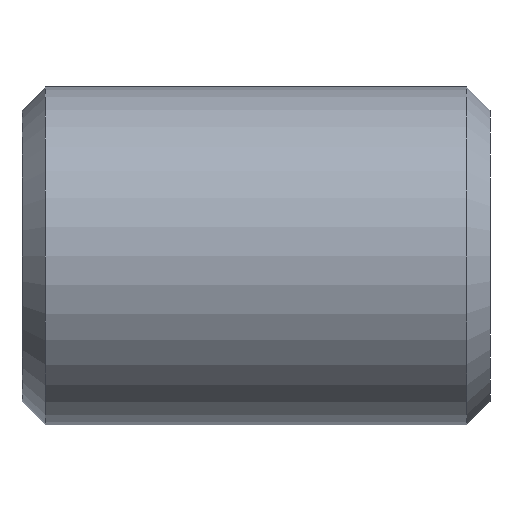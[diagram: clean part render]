
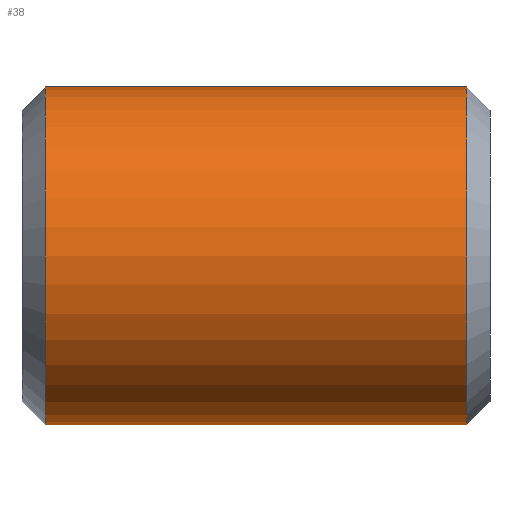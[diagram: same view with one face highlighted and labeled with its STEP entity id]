
A CAD part, front view. The second image highlights one B-rep face of the part: STEP entity #38.
In plain terms, the highlighted cylindrical face has radius 6.5 mm (diameter 13 mm), a full revolution.
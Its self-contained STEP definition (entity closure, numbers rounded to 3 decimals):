
#38 = ADVANCED_FACE( '', ( #77, #78 ), #79, .T. );
#77 = FACE_OUTER_BOUND( '', #115, .T. );
#78 = FACE_OUTER_BOUND( '', #116, .T. );
#79 = CYLINDRICAL_SURFACE( '', #117, 6.5 );
#115 = EDGE_LOOP( '', ( #153 ) );
#116 = EDGE_LOOP( '', ( #154 ) );
#117 = AXIS2_PLACEMENT_3D( '', #155, #156, #157 );
#153 = ORIENTED_EDGE( '', *, *, #186, .F. );
#154 = ORIENTED_EDGE( '', *, *, #190, .T. );
#155 = CARTESIAN_POINT( '', ( 18., 0., 0. ) );
#156 = DIRECTION( '', ( -1., 0., 0. ) );
#157 = DIRECTION( '', ( 0., 0., -1. ) );
#186 = EDGE_CURVE( '', #203, #203, #204, .T. );
#190 = EDGE_CURVE( '', #209, #209, #210, .T. );
#203 = VERTEX_POINT( '', #225 );
#204 = CIRCLE( '', #226, 6.5 );
#209 = VERTEX_POINT( '', #231 );
#210 = CIRCLE( '', #232, 6.5 );
#225 = CARTESIAN_POINT( '', ( 17.1, 0., -6.5 ) );
#226 = AXIS2_PLACEMENT_3D( '', #247, #248, #249 );
#231 = CARTESIAN_POINT( '', ( 0.9, 0., -6.5 ) );
#232 = AXIS2_PLACEMENT_3D( '', #253, #254, #255 );
#247 = CARTESIAN_POINT( '', ( 17.1, 0., 0. ) );
#248 = DIRECTION( '', ( 1., 0., 0. ) );
#249 = DIRECTION( '', ( 0., 0., -1. ) );
#253 = CARTESIAN_POINT( '', ( 0.9, 0., 0. ) );
#254 = DIRECTION( '', ( 1., 0., 0. ) );
#255 = DIRECTION( '', ( 0., 0., -1. ) );
